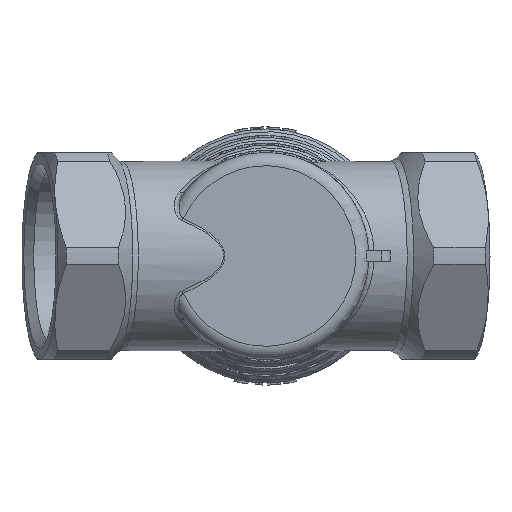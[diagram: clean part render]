
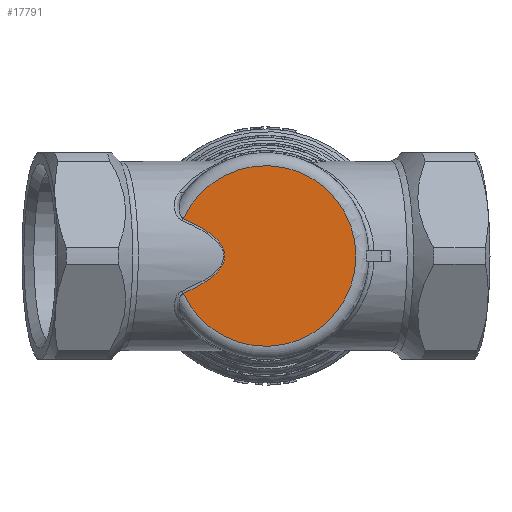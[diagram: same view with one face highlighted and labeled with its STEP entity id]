
A CAD part, front view. The second image highlights one B-rep face of the part: STEP entity #17791.
In plain terms, the highlighted planar face has unit normal (0, -1, 0).
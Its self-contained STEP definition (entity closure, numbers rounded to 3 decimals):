
#122=PLANE('',#19247);
#620=(
BOUNDED_CURVE()
B_SPLINE_CURVE(3,(#44196,#44197,#44198,#44199,#44200,#44201,#44202,#44203,
#44204,#44205),.UNSPECIFIED.,.F.,.F.)
B_SPLINE_CURVE_WITH_KNOTS((4,2,2,2,4),(2.762,2.952,
3.142,3.331,3.521),.UNSPECIFIED.)
CURVE()
GEOMETRIC_REPRESENTATION_ITEM()
RATIONAL_B_SPLINE_CURVE((1.,1.,1.,1.,1.,1.,1.,1.,1.,1.))
REPRESENTATION_ITEM('')
);
#1157=CIRCLE('',#19008,21.);
#2036=FACE_OUTER_BOUND('',#3151,.T.);
#3151=EDGE_LOOP('',(#12788,#12789));
#7547=VERTEX_POINT('',#31392);
#7548=VERTEX_POINT('',#31393);
#9375=EDGE_CURVE('',#7547,#7548,#1157,.T.);
#9890=EDGE_CURVE('',#7547,#7548,#620,.T.);
#12788=ORIENTED_EDGE('',*,*,#9375,.F.);
#12789=ORIENTED_EDGE('',*,*,#9890,.T.);
#17791=ADVANCED_FACE('',(#2036),#122,.F.);
#19008=AXIS2_PLACEMENT_3D('',#31394,#20867,#20868);
#19247=AXIS2_PLACEMENT_3D('',#44195,#21462,#21463);
#20867=DIRECTION('center_axis',(0.,1.,0.));
#20868=DIRECTION('ref_axis',(0.,0.,1.));
#21462=DIRECTION('center_axis',(0.,1.,0.));
#21463=DIRECTION('ref_axis',(0.,0.,1.));
#31392=CARTESIAN_POINT('',(-19.112,0.,8.702));
#31393=CARTESIAN_POINT('',(-19.112,0.,-8.702));
#31394=CARTESIAN_POINT('Origin',(0.,0.,0.));
#44195=CARTESIAN_POINT('Origin',(21.,0.,0.));
#44196=CARTESIAN_POINT('Ctrl Pts',(-19.112,0.,
8.702));
#44197=CARTESIAN_POINT('Ctrl Pts',(-15.943,0.,
7.321));
#44198=CARTESIAN_POINT('Ctrl Pts',(-13.532,0.,
5.889));
#44199=CARTESIAN_POINT('Ctrl Pts',(-10.306,0.,
2.971));
#44200=CARTESIAN_POINT('Ctrl Pts',(-9.492,0.,
1.486));
#44201=CARTESIAN_POINT('Ctrl Pts',(-9.492,0.,
-1.486));
#44202=CARTESIAN_POINT('Ctrl Pts',(-10.306,0.,
-2.971));
#44203=CARTESIAN_POINT('Ctrl Pts',(-13.532,0.,
-5.889));
#44204=CARTESIAN_POINT('Ctrl Pts',(-15.943,0.,
-7.321));
#44205=CARTESIAN_POINT('Ctrl Pts',(-19.112,0.,
-8.702));
